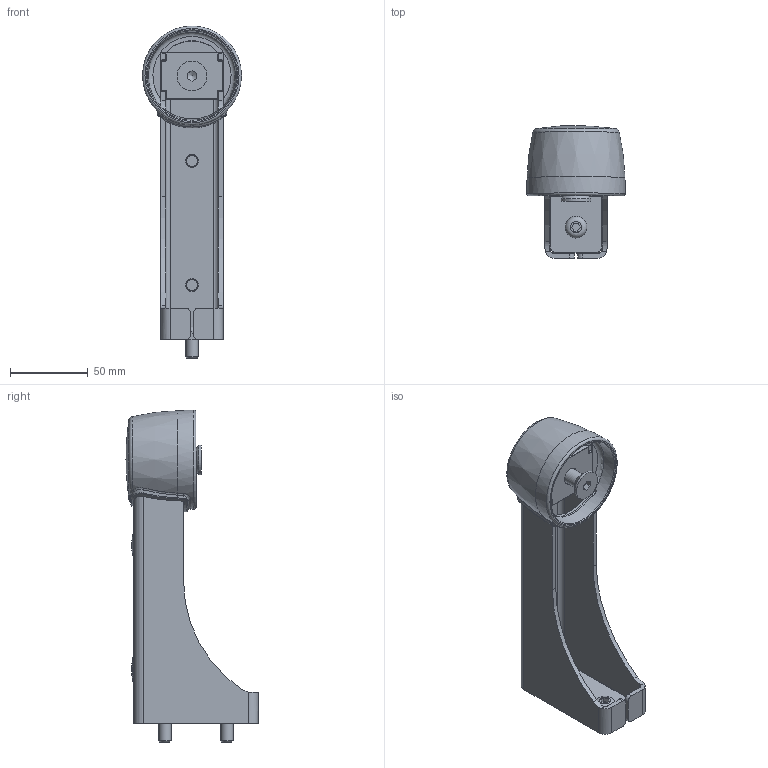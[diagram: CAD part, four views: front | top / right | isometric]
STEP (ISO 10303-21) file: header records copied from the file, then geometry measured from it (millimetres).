
FILE_DESCRIPTION(/* description */ ('STEP AP214'),/* implementation_level */ '2;1');
FILE_NAME(/* name */ '13719_KriTec_Rollenausleger_8_St_80x40_weissaluminium_aehnlich_RAL_9006.stp',/* time_stamp */ '2019-02-27T12:09:45+01:00',/* author */ ('jendrek'),/* organization */ (''),/* preprocessor_version */ 'ST-DEVELOPER v17',/* originating_system */ 'Autodesk Inventor 2018',/* authorisation */ '');
FILE_SCHEMA (('AUTOMOTIVE_DESIGN { 1 0 10303 214 3 1 1 }'));
Length unit declared in the file: millimetre
Products named in the file (9): 098SA170T4080S01; 13744; 13744_3; 13744_2; 098SA170T4080R05; 13739; 13708; 11662_KriTec Halbrundschraube ISO 7380 M8x16; DIN 7991 - M10  x  25
Assembly tree (10 placements, depth 3):
  098SA170T4080S01
    13744
      13744_3
      13744_2
      098SA170T4080R05
    13739
    13708  x2
    11662_KriTec Halbrundschraube ISO 7380 M8x16  x2
    DIN 7991 - M10  x  25
Bounding box: 63.88 x 85.09 x 213.98 mm (x, y, z)
Volume: 143839.8 mm3; surface area: 79357.3 mm2
Topology: 9 solids, 9 shells, 429 faces, 1074 edges, 652 vertices
Faces by surface type: cylinder 144, plane 113, bspline 110, torus 31, cone 16, sphere 15
Full cylindrical faces by diameter (mm): 7 x2, 8 x4, 8.2 x2, 8.5 x2, 10 x1, 10.2 x1, 14 x2, 16 x2, 19.22 x1
Entity records: 18517 total; most frequent: CARTESIAN_POINT 8958, ORIENTED_EDGE 1996, DIRECTION 1934, EDGE_CURVE 998, AXIS2_PLACEMENT_3D 778, VERTEX_POINT 610, EDGE_LOOP 422, FACE_OUTER_BOUND 406
